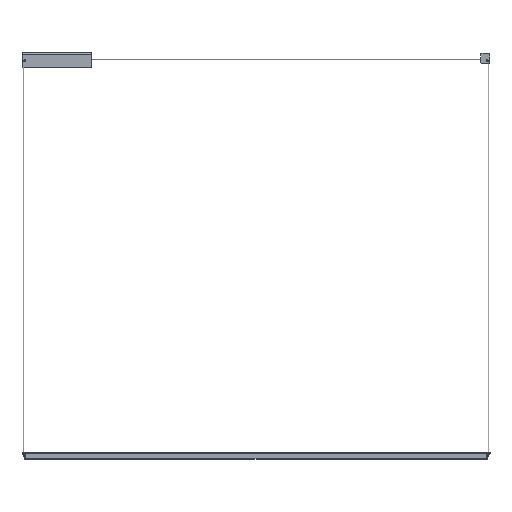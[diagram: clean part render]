
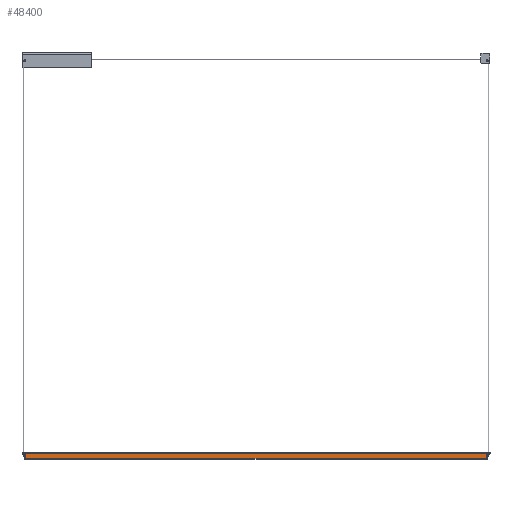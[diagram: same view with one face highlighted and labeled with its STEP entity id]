
A CAD part, top view. The second image highlights one B-rep face of the part: STEP entity #48400.
In plain terms, the highlighted planar face has unit normal (0, 0, 1).
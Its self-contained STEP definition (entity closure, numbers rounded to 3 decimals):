
#938 = EDGE_CURVE ( 'NONE', #10086, #42612, #44187, .T. ) ;
#5859 = EDGE_LOOP ( 'NONE', ( #20817, #12225, #52841, #40726 ) ) ;
#5864 = DIRECTION ( 'NONE',  ( -1., 0., 0. ) ) ;
#6384 = CARTESIAN_POINT ( 'NONE',  ( -880., 21., 11. ) ) ;
#8945 = DIRECTION ( 'NONE',  ( 1., 0., 0. ) ) ;
#10086 = VERTEX_POINT ( 'NONE', #14954 ) ;
#11867 = FACE_OUTER_BOUND ( 'NONE', #5859, .T. ) ;
#12225 = ORIENTED_EDGE ( 'NONE', *, *, #50803, .T. ) ;
#14954 = CARTESIAN_POINT ( 'NONE',  ( 880., 1.5, 11. ) ) ;
#20817 = ORIENTED_EDGE ( 'NONE', *, *, #22714, .F. ) ;
#22714 = EDGE_CURVE ( 'NONE', #58745, #48245, #38237, .T. ) ;
#23990 = CARTESIAN_POINT ( 'NONE',  ( 0., 21., 11. ) ) ;
#24417 = VECTOR ( 'NONE', #8945, 1000. ) ;
#24798 = PLANE ( 'NONE',  #51088 ) ;
#25276 = DIRECTION ( 'NONE',  ( 0., -1., 0. ) ) ;
#27075 = CARTESIAN_POINT ( 'NONE',  ( -880., 1., 11. ) ) ;
#29549 = CARTESIAN_POINT ( 'NONE',  ( 880., 21., 11. ) ) ;
#29610 = VECTOR ( 'NONE', #43435, 1000. ) ;
#38237 = LINE ( 'NONE', #23990, #24417 ) ;
#39003 = CARTESIAN_POINT ( 'NONE',  ( 0., 0., 11. ) ) ;
#40726 = ORIENTED_EDGE ( 'NONE', *, *, #44651, .F. ) ;
#41867 = DIRECTION ( 'NONE',  ( 0., -1., 0. ) ) ;
#42612 = VERTEX_POINT ( 'NONE', #56230 ) ;
#43435 = DIRECTION ( 'NONE',  ( -1., 0., 0. ) ) ;
#44187 = LINE ( 'NONE', #58477, #29610 ) ;
#44651 = EDGE_CURVE ( 'NONE', #48245, #10086, #47235, .T. ) ;
#47235 = LINE ( 'NONE', #54904, #59508 ) ;
#48245 = VERTEX_POINT ( 'NONE', #29549 ) ;
#48400 = ADVANCED_FACE ( 'NONE', ( #11867 ), #24798, .F. ) ;
#50803 = EDGE_CURVE ( 'NONE', #58745, #42612, #55725, .T. ) ;
#51088 = AXIS2_PLACEMENT_3D ( 'NONE', #39003, #55041, #5864 ) ;
#52841 = ORIENTED_EDGE ( 'NONE', *, *, #938, .F. ) ;
#54904 = CARTESIAN_POINT ( 'NONE',  ( 880., 0., 11. ) ) ;
#55041 = DIRECTION ( 'NONE',  ( 0., 0., -1. ) ) ;
#55725 = LINE ( 'NONE', #27075, #63478 ) ;
#56230 = CARTESIAN_POINT ( 'NONE',  ( -880., 1.5, 11. ) ) ;
#58477 = CARTESIAN_POINT ( 'NONE',  ( 880., 1.5, 11. ) ) ;
#58745 = VERTEX_POINT ( 'NONE', #6384 ) ;
#59508 = VECTOR ( 'NONE', #25276, 1000. ) ;
#63478 = VECTOR ( 'NONE', #41867, 1000. ) ;
